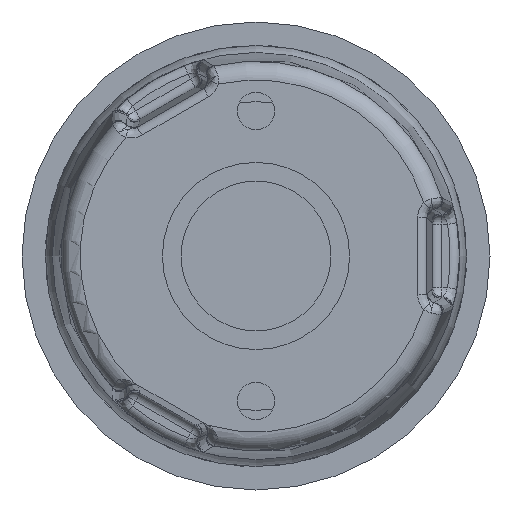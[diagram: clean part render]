
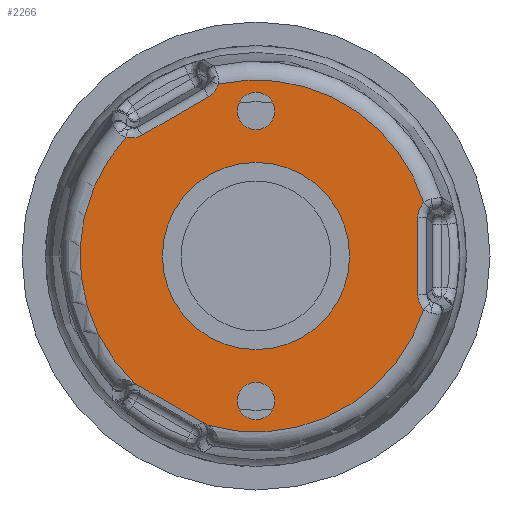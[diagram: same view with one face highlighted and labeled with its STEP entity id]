
A CAD part, front view. The second image highlights one B-rep face of the part: STEP entity #2266.
In plain terms, the highlighted planar face has unit normal (0, -1, 0).
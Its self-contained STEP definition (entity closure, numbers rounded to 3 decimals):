
#138=LINE('',#6331,#197);
#143=LINE('',#13598,#202);
#157=LINE('',#17857,#216);
#197=VECTOR('',#2670,8.233);
#202=VECTOR('',#2691,8.233);
#216=VECTOR('',#2771,9.056);
#259=B_SPLINE_CURVE_WITH_KNOTS('',3,(#6374,#6375,#6376,#6377,#6378,#6379,
#6380),.UNSPECIFIED.,.F.,.F.,(4,1,1,1,4),(0.,0.025,0.05,
0.1,0.175),.UNSPECIFIED.);
#264=B_SPLINE_CURVE_WITH_KNOTS('',3,(#10287,#10288,#10289,#10290,#10291,
#10292,#10293),.UNSPECIFIED.,.F.,.F.,(4,1,1,1,4),(0.,0.1,
0.125,0.15,0.175),.UNSPECIFIED.);
#275=B_SPLINE_CURVE_WITH_KNOTS('',3,(#13635,#13636,#13637,#13638,#13639,
#13640),.UNSPECIFIED.,.F.,.F.,(4,1,1,4),(0.,0.025,0.075,
0.175),.UNSPECIFIED.);
#280=B_SPLINE_CURVE_WITH_KNOTS('',3,(#17239,#17240,#17241,#17242,#17243,
#17244,#17245),.UNSPECIFIED.,.F.,.F.,(4,1,1,1,4),(0.,0.075,
0.125,0.15,0.175),.UNSPECIFIED.);
#404=PLANE('',#2492);
#449=FACE_BOUND('',#783,.T.);
#450=FACE_BOUND('',#784,.T.);
#451=FACE_BOUND('',#785,.T.);
#604=FACE_OUTER_BOUND('',#782,.T.);
#782=EDGE_LOOP('',(#1973,#1974,#1975,#1976,#1977,#1978,#1979,#1980,#1981,
#1982));
#783=EDGE_LOOP('',(#1983));
#784=EDGE_LOOP('',(#1984));
#785=EDGE_LOOP('',(#1985));
#898=CIRCLE('',#2340,10.);
#905=CIRCLE('',#2352,2.);
#907=CIRCLE('',#2355,2.);
#981=CIRCLE('',#2485,18.803);
#982=CIRCLE('',#2487,18.803);
#985=CIRCLE('',#2491,18.803);
#1041=VERTEX_POINT('',#3260);
#1048=VERTEX_POINT('',#3279);
#1050=VERTEX_POINT('',#3284);
#1051=VERTEX_POINT('',#5306);
#1055=VERTEX_POINT('',#6324);
#1058=VERTEX_POINT('',#6329);
#1060=VERTEX_POINT('',#9137);
#1071=VERTEX_POINT('',#12531);
#1075=VERTEX_POINT('',#13591);
#1078=VERTEX_POINT('',#13596);
#1080=VERTEX_POINT('',#16177);
#1119=VERTEX_POINT('',#17851);
#1120=VERTEX_POINT('',#17856);
#1239=EDGE_CURVE('',#1041,#1041,#898,.T.);
#1246=EDGE_CURVE('',#1048,#1048,#905,.T.);
#1248=EDGE_CURVE('',#1050,#1050,#907,.T.);
#1256=EDGE_CURVE('',#1058,#1055,#138,.T.);
#1258=EDGE_CURVE('',#1051,#1058,#259,.T.);
#1264=EDGE_CURVE('',#1055,#1060,#264,.T.);
#1283=EDGE_CURVE('',#1078,#1075,#143,.T.);
#1285=EDGE_CURVE('',#1071,#1078,#275,.T.);
#1291=EDGE_CURVE('',#1075,#1080,#280,.T.);
#1352=EDGE_CURVE('',#1120,#1119,#157,.T.);
#1471=EDGE_CURVE('',#1080,#1051,#981,.T.);
#1472=EDGE_CURVE('',#1060,#1119,#982,.T.);
#1475=EDGE_CURVE('',#1120,#1071,#985,.T.);
#1973=ORIENTED_EDGE('',*,*,#1258,.F.);
#1974=ORIENTED_EDGE('',*,*,#1471,.F.);
#1975=ORIENTED_EDGE('',*,*,#1291,.F.);
#1976=ORIENTED_EDGE('',*,*,#1283,.F.);
#1977=ORIENTED_EDGE('',*,*,#1285,.F.);
#1978=ORIENTED_EDGE('',*,*,#1475,.F.);
#1979=ORIENTED_EDGE('',*,*,#1352,.T.);
#1980=ORIENTED_EDGE('',*,*,#1472,.F.);
#1981=ORIENTED_EDGE('',*,*,#1264,.F.);
#1982=ORIENTED_EDGE('',*,*,#1256,.F.);
#1983=ORIENTED_EDGE('',*,*,#1239,.F.);
#1984=ORIENTED_EDGE('',*,*,#1246,.T.);
#1985=ORIENTED_EDGE('',*,*,#1248,.T.);
#2266=ADVANCED_FACE('',(#604,#449,#450,#451),#404,.T.);
#2340=AXIS2_PLACEMENT_3D('',#3261,#2629,#2630);
#2352=AXIS2_PLACEMENT_3D('',#3280,#2653,#2654);
#2355=AXIS2_PLACEMENT_3D('',#3285,#2659,#2660);
#2485=AXIS2_PLACEMENT_3D('',#18609,#2978,#2979);
#2487=AXIS2_PLACEMENT_3D('',#18611,#2982,#2983);
#2491=AXIS2_PLACEMENT_3D('',#18615,#2990,#2991);
#2492=AXIS2_PLACEMENT_3D('',#18616,#2992,#2993);
#2629=DIRECTION('center_axis',(0.,-1.,0.));
#2630=DIRECTION('ref_axis',(1.,0.,0.));
#2653=DIRECTION('center_axis',(0.,1.,0.));
#2654=DIRECTION('ref_axis',(1.,0.,0.));
#2659=DIRECTION('center_axis',(0.,1.,0.));
#2660=DIRECTION('ref_axis',(1.,0.,0.));
#2670=DIRECTION('',(0.,0.,-1.));
#2691=DIRECTION('',(0.866,0.,0.5));
#2771=DIRECTION('',(0.866,0.,-0.5));
#2978=DIRECTION('center_axis',(0.,1.,0.));
#2979=DIRECTION('ref_axis',(-1.,0.,0.));
#2982=DIRECTION('center_axis',(0.,1.,0.));
#2983=DIRECTION('ref_axis',(-1.,0.,0.));
#2990=DIRECTION('center_axis',(0.,1.,0.));
#2991=DIRECTION('ref_axis',(-1.,0.,0.));
#2992=DIRECTION('center_axis',(0.,-1.,0.));
#2993=DIRECTION('ref_axis',(0.,0.,-1.));
#3260=CARTESIAN_POINT('',(10.,0.,0.));
#3261=CARTESIAN_POINT('Origin',(0.,0.,0.));
#3279=CARTESIAN_POINT('',(2.,0.,15.5));
#3280=CARTESIAN_POINT('Origin',(0.,0.,15.5));
#3284=CARTESIAN_POINT('',(2.,0.,-15.5));
#3285=CARTESIAN_POINT('Origin',(0.,0.,-15.5));
#5306=CARTESIAN_POINT('',(17.919,0.,5.698));
#6324=CARTESIAN_POINT('',(17.267,0.,-4.117));
#6329=CARTESIAN_POINT('',(17.267,0.,4.117));
#6331=CARTESIAN_POINT('',(17.267,0.,2.5));
#6374=CARTESIAN_POINT('Ctrl Pts',(17.919,0.,
5.698));
#6375=CARTESIAN_POINT('Ctrl Pts',(17.864,0.,
5.636));
#6376=CARTESIAN_POINT('Ctrl Pts',(17.757,0.,
5.508));
#6377=CARTESIAN_POINT('Ctrl Pts',(17.565,0.,
5.234));
#6378=CARTESIAN_POINT('Ctrl Pts',(17.342,0.,
4.783));
#6379=CARTESIAN_POINT('Ctrl Pts',(17.267,0.,
4.367));
#6380=CARTESIAN_POINT('Ctrl Pts',(17.267,0.,
4.117));
#9137=CARTESIAN_POINT('',(17.919,0.,-5.698));
#10287=CARTESIAN_POINT('Ctrl Pts',(17.267,0.,
-4.117));
#10288=CARTESIAN_POINT('Ctrl Pts',(17.267,0.,
-4.45));
#10289=CARTESIAN_POINT('Ctrl Pts',(17.368,0.,
-4.866));
#10290=CARTESIAN_POINT('Ctrl Pts',(17.613,0.,
-5.303));
#10291=CARTESIAN_POINT('Ctrl Pts',(17.757,0.,
-5.508));
#10292=CARTESIAN_POINT('Ctrl Pts',(17.864,0.,
-5.636));
#10293=CARTESIAN_POINT('Ctrl Pts',(17.919,0.,
-5.698));
#12531=CARTESIAN_POINT('',(-13.894,0.,12.669));
#13591=CARTESIAN_POINT('',(-5.069,0.,17.012));
#13596=CARTESIAN_POINT('',(-12.199,0.,12.896));
#13598=CARTESIAN_POINT('',(-10.799,0.,13.704));
#13635=CARTESIAN_POINT('Ctrl Pts',(-13.894,0.,
12.669));
#13636=CARTESIAN_POINT('Ctrl Pts',(-13.813,0.,
12.653));
#13637=CARTESIAN_POINT('Ctrl Pts',(-13.566,0.,
12.609));
#13638=CARTESIAN_POINT('Ctrl Pts',(-12.98,0.,
12.584));
#13639=CARTESIAN_POINT('Ctrl Pts',(-12.487,0.,
12.729));
#13640=CARTESIAN_POINT('Ctrl Pts',(-12.199,0.,
12.896));
#16177=CARTESIAN_POINT('',(-4.025,0.,18.367));
#17239=CARTESIAN_POINT('Ctrl Pts',(-5.069,0.,
17.012));
#17240=CARTESIAN_POINT('Ctrl Pts',(-4.852,0.,
17.137));
#17241=CARTESIAN_POINT('Ctrl Pts',(-4.529,0.,
17.41));
#17242=CARTESIAN_POINT('Ctrl Pts',(-4.249,0.,
17.829));
#17243=CARTESIAN_POINT('Ctrl Pts',(-4.108,0.,
18.132));
#17244=CARTESIAN_POINT('Ctrl Pts',(-4.051,0.,
18.288));
#17245=CARTESIAN_POINT('Ctrl Pts',(-4.025,0.,
18.367));
#17851=CARTESIAN_POINT('',(-5.204,0.,-18.069));
#17856=CARTESIAN_POINT('',(-13.046,0.,-13.541));
#17857=CARTESIAN_POINT('',(-6.96,0.,-17.055));
#18609=CARTESIAN_POINT('Origin',(0.,0.,0.));
#18611=CARTESIAN_POINT('Origin',(0.,0.,0.));
#18615=CARTESIAN_POINT('Origin',(0.,0.,0.));
#18616=CARTESIAN_POINT('Origin',(0.,0.,0.));
